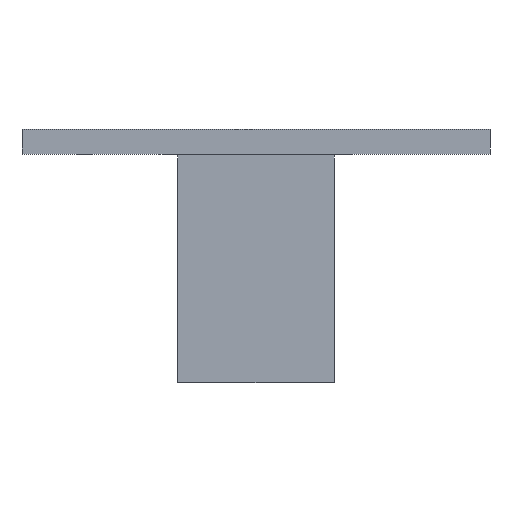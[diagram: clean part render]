
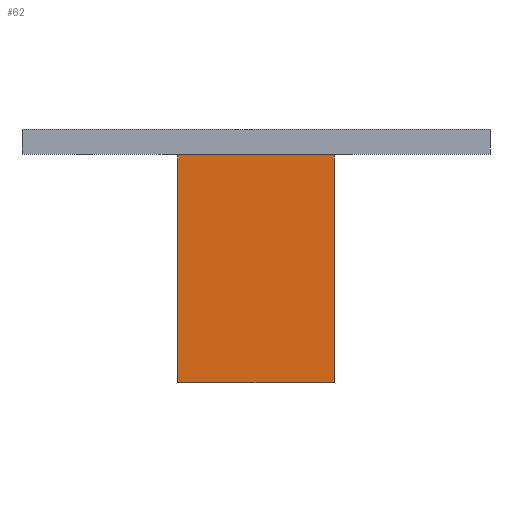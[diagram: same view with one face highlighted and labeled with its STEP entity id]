
A CAD part, front view. The second image highlights one B-rep face of the part: STEP entity #62.
In plain terms, the highlighted free-form (B-spline) face has degree [1, 1] with [2, 2] control points.
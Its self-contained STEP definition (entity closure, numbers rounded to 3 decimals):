
#62 = ADVANCED_FACE('',(#63),#76,.T.);
#63 = FACE_BOUND('',#64,.T.);
#64 = EDGE_LOOP('',(#65,#97,#122,#147));
#65 = ORIENTED_EDGE('',*,*,#66,.T.);
#66 = EDGE_CURVE('',#67,#69,#71,.T.);
#67 = VERTEX_POINT('',#68);
#68 = CARTESIAN_POINT('',(5.,12.,0.));
#69 = VERTEX_POINT('',#70);
#70 = CARTESIAN_POINT('',(-5.,12.,0.));
#71 = SURFACE_CURVE('',#72,(#75,#86),.PCURVE_S1.);
#72 = B_SPLINE_CURVE_WITH_KNOTS('',1,(#73,#74),.UNSPECIFIED.,.F.,.F.,(2,
    2),(0.,10.),.PIECEWISE_BEZIER_KNOTS.);
#73 = CARTESIAN_POINT('',(5.,12.,0.));
#74 = CARTESIAN_POINT('',(-5.,12.,0.));
#75 = PCURVE('',#76,#81);
#76 = B_SPLINE_SURFACE_WITH_KNOTS('',1,1,(
    (#77,#78)
    ,(#79,#80
    )),.UNSPECIFIED.,.F.,.F.,.F.,(2,2),(2,2),(0.,10.),(0.,
    14.6),.PIECEWISE_BEZIER_KNOTS.);
#77 = CARTESIAN_POINT('',(5.,12.,0.));
#78 = CARTESIAN_POINT('',(5.,12.,14.6));
#79 = CARTESIAN_POINT('',(-5.,12.,0.));
#80 = CARTESIAN_POINT('',(-5.,12.,14.6));
#81 = DEFINITIONAL_REPRESENTATION('',(#82),#85);
#82 = B_SPLINE_CURVE_WITH_KNOTS('',1,(#83,#84),.UNSPECIFIED.,.F.,.F.,(2,
    2),(0.,10.),.PIECEWISE_BEZIER_KNOTS.);
#83 = CARTESIAN_POINT('',(0.,0.));
#84 = CARTESIAN_POINT('',(10.,0.));
#85 = ( GEOMETRIC_REPRESENTATION_CONTEXT(2) 
PARAMETRIC_REPRESENTATION_CONTEXT() REPRESENTATION_CONTEXT('2D SPACE',''
  ) );
#86 = PCURVE('',#87,#92);
#87 = B_SPLINE_SURFACE_WITH_KNOTS('',1,1,(
    (#88,#89)
    ,(#90,#91
    )),.UNSPECIFIED.,.F.,.F.,.F.,(2,2),(2,2),(-5.,
    5.),(-6.,6.),
  .PIECEWISE_BEZIER_KNOTS.);
#88 = CARTESIAN_POINT('',(-5.,0.,0.));
#89 = CARTESIAN_POINT('',(-5.,12.,0.));
#90 = CARTESIAN_POINT('',(5.,0.,0.));
#91 = CARTESIAN_POINT('',(5.,12.,0.));
#92 = DEFINITIONAL_REPRESENTATION('',(#93),#96);
#93 = B_SPLINE_CURVE_WITH_KNOTS('',1,(#94,#95),.UNSPECIFIED.,.F.,.F.,(2,
    2),(0.,10.),.PIECEWISE_BEZIER_KNOTS.);
#94 = CARTESIAN_POINT('',(5.,6.));
#95 = CARTESIAN_POINT('',(-5.,6.));
#96 = ( GEOMETRIC_REPRESENTATION_CONTEXT(2) 
PARAMETRIC_REPRESENTATION_CONTEXT() REPRESENTATION_CONTEXT('2D SPACE',''
  ) );
#97 = ORIENTED_EDGE('',*,*,#98,.T.);
#98 = EDGE_CURVE('',#69,#99,#101,.T.);
#99 = VERTEX_POINT('',#100);
#100 = CARTESIAN_POINT('',(-5.,12.,14.6));
#101 = SURFACE_CURVE('',#102,(#105,#111),.PCURVE_S1.);
#102 = B_SPLINE_CURVE_WITH_KNOTS('',1,(#103,#104),.UNSPECIFIED.,.F.,.F.,
  (2,2),(0.,14.6),.PIECEWISE_BEZIER_KNOTS.);
#103 = CARTESIAN_POINT('',(-5.,12.,0.));
#104 = CARTESIAN_POINT('',(-5.,12.,14.6));
#105 = PCURVE('',#76,#106);
#106 = DEFINITIONAL_REPRESENTATION('',(#107),#110);
#107 = B_SPLINE_CURVE_WITH_KNOTS('',1,(#108,#109),.UNSPECIFIED.,.F.,.F.,
  (2,2),(0.,14.6),.PIECEWISE_BEZIER_KNOTS.);
#108 = CARTESIAN_POINT('',(10.,0.));
#109 = CARTESIAN_POINT('',(10.,14.6));
#110 = ( GEOMETRIC_REPRESENTATION_CONTEXT(2) 
PARAMETRIC_REPRESENTATION_CONTEXT() REPRESENTATION_CONTEXT('2D SPACE',''
  ) );
#111 = PCURVE('',#112,#117);
#112 = B_SPLINE_SURFACE_WITH_KNOTS('',1,1,(
    (#113,#114)
    ,(#115,#116
    )),.UNSPECIFIED.,.F.,.F.,.F.,(2,2),(2,2),(0.,12.),(0.,
    14.6),.PIECEWISE_BEZIER_KNOTS.);
#113 = CARTESIAN_POINT('',(-5.,12.,0.));
#114 = CARTESIAN_POINT('',(-5.,12.,14.6));
#115 = CARTESIAN_POINT('',(-5.,0.,0.));
#116 = CARTESIAN_POINT('',(-5.,0.,14.6));
#117 = DEFINITIONAL_REPRESENTATION('',(#118),#121);
#118 = B_SPLINE_CURVE_WITH_KNOTS('',1,(#119,#120),.UNSPECIFIED.,.F.,.F.,
  (2,2),(0.,14.6),.PIECEWISE_BEZIER_KNOTS.);
#119 = CARTESIAN_POINT('',(0.,0.));
#120 = CARTESIAN_POINT('',(0.,14.6));
#121 = ( GEOMETRIC_REPRESENTATION_CONTEXT(2) 
PARAMETRIC_REPRESENTATION_CONTEXT() REPRESENTATION_CONTEXT('2D SPACE',''
  ) );
#122 = ORIENTED_EDGE('',*,*,#123,.F.);
#123 = EDGE_CURVE('',#124,#99,#126,.T.);
#124 = VERTEX_POINT('',#125);
#125 = CARTESIAN_POINT('',(5.,12.,14.6));
#126 = SURFACE_CURVE('',#127,(#130,#136),.PCURVE_S1.);
#127 = B_SPLINE_CURVE_WITH_KNOTS('',1,(#128,#129),.UNSPECIFIED.,.F.,.F.,
  (2,2),(0.,10.),.PIECEWISE_BEZIER_KNOTS.);
#128 = CARTESIAN_POINT('',(5.,12.,14.6));
#129 = CARTESIAN_POINT('',(-5.,12.,14.6));
#130 = PCURVE('',#76,#131);
#131 = DEFINITIONAL_REPRESENTATION('',(#132),#135);
#132 = B_SPLINE_CURVE_WITH_KNOTS('',1,(#133,#134),.UNSPECIFIED.,.F.,.F.,
  (2,2),(0.,10.),.PIECEWISE_BEZIER_KNOTS.);
#133 = CARTESIAN_POINT('',(0.,14.6));
#134 = CARTESIAN_POINT('',(10.,14.6));
#135 = ( GEOMETRIC_REPRESENTATION_CONTEXT(2) 
PARAMETRIC_REPRESENTATION_CONTEXT() REPRESENTATION_CONTEXT('2D SPACE',''
  ) );
#136 = PCURVE('',#137,#142);
#137 = B_SPLINE_SURFACE_WITH_KNOTS('',1,1,(
    (#138,#139)
    ,(#140,#141
    )),.UNSPECIFIED.,.F.,.F.,.F.,(2,2),(2,2),(-5.,
    5.),(-6.,6.),
  .PIECEWISE_BEZIER_KNOTS.);
#138 = CARTESIAN_POINT('',(-5.,0.,14.6));
#139 = CARTESIAN_POINT('',(-5.,12.,14.6));
#140 = CARTESIAN_POINT('',(5.,0.,14.6));
#141 = CARTESIAN_POINT('',(5.,12.,14.6));
#142 = DEFINITIONAL_REPRESENTATION('',(#143),#146);
#143 = B_SPLINE_CURVE_WITH_KNOTS('',1,(#144,#145),.UNSPECIFIED.,.F.,.F.,
  (2,2),(0.,10.),.PIECEWISE_BEZIER_KNOTS.);
#144 = CARTESIAN_POINT('',(5.,6.));
#145 = CARTESIAN_POINT('',(-5.,6.));
#146 = ( GEOMETRIC_REPRESENTATION_CONTEXT(2) 
PARAMETRIC_REPRESENTATION_CONTEXT() REPRESENTATION_CONTEXT('2D SPACE',''
  ) );
#147 = ORIENTED_EDGE('',*,*,#148,.F.);
#148 = EDGE_CURVE('',#67,#124,#149,.T.);
#149 = SURFACE_CURVE('',#150,(#153,#159),.PCURVE_S1.);
#150 = B_SPLINE_CURVE_WITH_KNOTS('',1,(#151,#152),.UNSPECIFIED.,.F.,.F.,
  (2,2),(0.,14.6),.PIECEWISE_BEZIER_KNOTS.);
#151 = CARTESIAN_POINT('',(5.,12.,0.));
#152 = CARTESIAN_POINT('',(5.,12.,14.6));
#153 = PCURVE('',#76,#154);
#154 = DEFINITIONAL_REPRESENTATION('',(#155),#158);
#155 = B_SPLINE_CURVE_WITH_KNOTS('',1,(#156,#157),.UNSPECIFIED.,.F.,.F.,
  (2,2),(0.,14.6),.PIECEWISE_BEZIER_KNOTS.);
#156 = CARTESIAN_POINT('',(0.,0.));
#157 = CARTESIAN_POINT('',(0.,14.6));
#158 = ( GEOMETRIC_REPRESENTATION_CONTEXT(2) 
PARAMETRIC_REPRESENTATION_CONTEXT() REPRESENTATION_CONTEXT('2D SPACE',''
  ) );
#159 = PCURVE('',#160,#165);
#160 = B_SPLINE_SURFACE_WITH_KNOTS('',1,1,(
    (#161,#162)
    ,(#163,#164
    )),.UNSPECIFIED.,.F.,.F.,.F.,(2,2),(2,2),(0.,12.),(0.,
    14.6),.PIECEWISE_BEZIER_KNOTS.);
#161 = CARTESIAN_POINT('',(5.,0.,0.));
#162 = CARTESIAN_POINT('',(5.,0.,14.6));
#163 = CARTESIAN_POINT('',(5.,12.,0.));
#164 = CARTESIAN_POINT('',(5.,12.,14.6));
#165 = DEFINITIONAL_REPRESENTATION('',(#166),#169);
#166 = B_SPLINE_CURVE_WITH_KNOTS('',1,(#167,#168),.UNSPECIFIED.,.F.,.F.,
  (2,2),(0.,14.6),.PIECEWISE_BEZIER_KNOTS.);
#167 = CARTESIAN_POINT('',(12.,0.));
#168 = CARTESIAN_POINT('',(12.,14.6));
#169 = ( GEOMETRIC_REPRESENTATION_CONTEXT(2) 
PARAMETRIC_REPRESENTATION_CONTEXT() REPRESENTATION_CONTEXT('2D SPACE',''
  ) );
